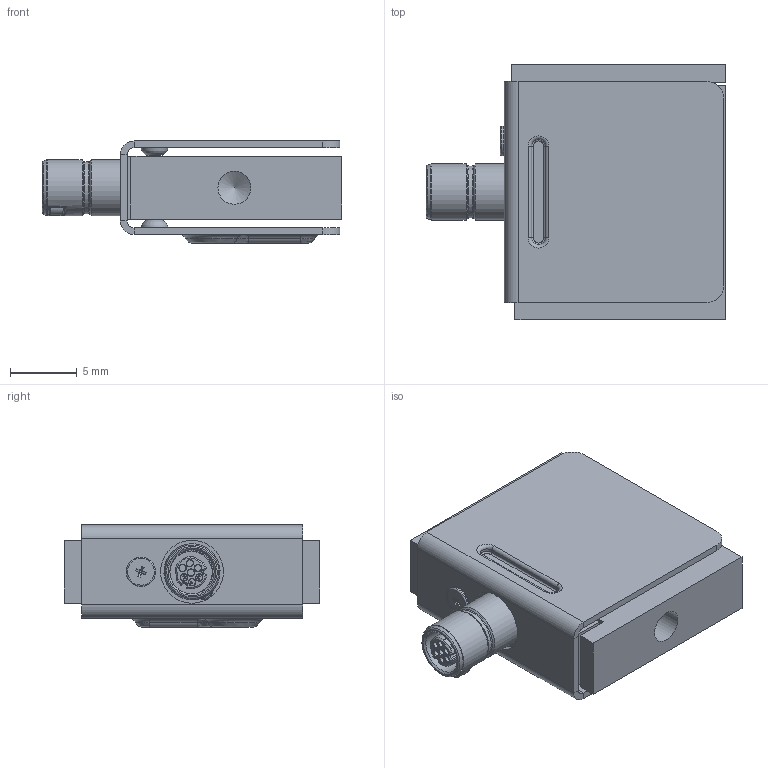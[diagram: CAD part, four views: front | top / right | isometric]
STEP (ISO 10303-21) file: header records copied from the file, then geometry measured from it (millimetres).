
FILE_DESCRIPTION(/* description */ (''),/* implementation_level */ '2;1');
FILE_NAME(/* name */ 'LSB205 CAD Assembly.stp',/* time_stamp */ '2017-07-20T07:32:29-07:00',/* author */ ('Maciej'),/* organization */ (''),/* preprocessor_version */ 'ST-DEVELOPER v15.6',/* originating_system */ 'Autodesk Inventor 2015',/* authorisation */ '');
FILE_SCHEMA (('AUTOMOTIVE_DESIGN { 1 0 10303 214 3 1 1 }'));
Length unit declared in the file: inch
Products named in the file (1): LSB200 CAD Assembly_Shrinkwrap_1
Bounding box: 22.33 x 19.05 x 7.62 mm (x, y, z)
Surface area: 2462.1 mm2 (no closed solid volume)
Topology: 0 solids, 12 shells, 203 faces, 622 edges, 419 vertices
Faces by surface type: plane 71, cylinder 67, bspline 25, torus 21, cone 19
Full cylindrical faces by diameter (mm): 0.508 x7, 2.2 x1, 2.464 x2, 3.302 x1, 3.886 x1, 4.191 x2, 4.699 x1
Entity records: 7799 total; most frequent: CARTESIAN_POINT 2337, DIRECTION 1110, ORIENTED_EDGE 937, EDGE_CURVE 564, AXIS2_PLACEMENT_3D 418, VERTEX_POINT 396, LINE 274, VECTOR 274
